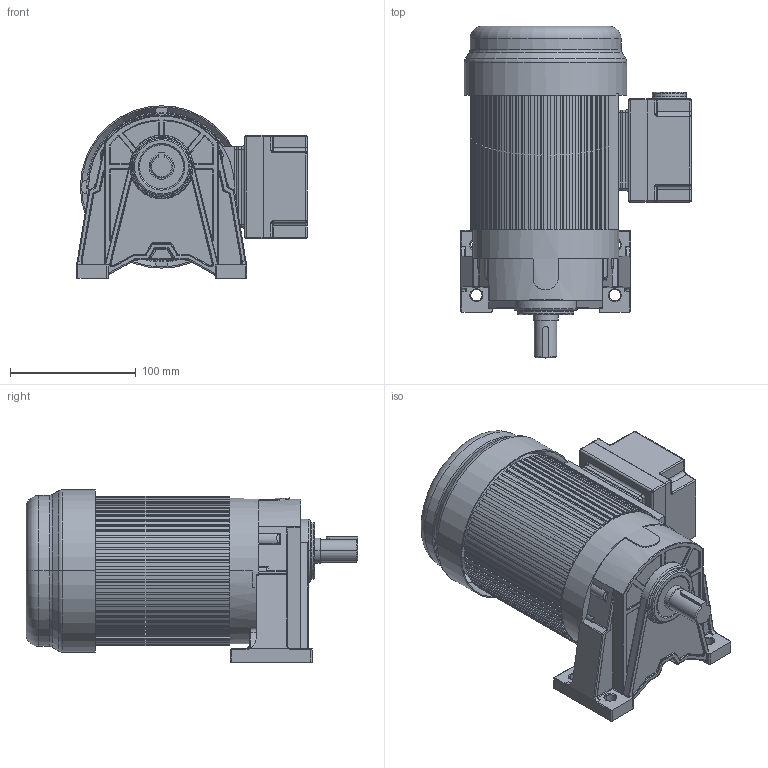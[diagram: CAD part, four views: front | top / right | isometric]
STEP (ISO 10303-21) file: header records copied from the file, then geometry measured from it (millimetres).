
FILE_DESCRIPTION((''),'2;1');
FILE_NAME('GH18-100W-S-G1-LD_ASM','2022-02-24T',('gkkg'),(''),'PRO/ENGINEER BY PARAMETRIC TECHNOLOGY CORPORATION, 2010280','PRO/ENGINEER BY PARAMETRIC TECHNOLOGY CORPORATION, 2010280','');
FILE_SCHEMA(('CONFIG_CONTROL_DESIGN'));
Products named in the file (13): 110_108; 110; 127-55; H18-_3; GH18-100-_ASM_2_ASM_ASM_ASM; GH18-100-S_ASM_ASM_ASM; PRT0008; PRT0007; ASM0003_ASM_ASM_ASM; ASM0002_ASM_ASM_ASM; ASM0004_ASM_ASM; GH18-100W-S_ASM_ASM; GH18-100W-S-G1-LD_ASM
Assembly tree (12 placements, depth 6):
  GH18-100W-S-G1-LD_ASM
    GH18-100W-S_ASM_ASM
      GH18-100-S_ASM_ASM_ASM
        110_108
        110
        127-55
        GH18-100-_ASM_2_ASM_ASM_ASM
          H18-_3
      ASM0004_ASM_ASM
        ASM0002_ASM_ASM_ASM
          PRT0008
          ASM0003_ASM_ASM_ASM
            PRT0007
Bounding box: 183.3 x 263.71 x 137 mm (x, y, z)
Volume: 840594.3 mm3; surface area: 412679.9 mm2
Topology: 6 solids, 10 shells, 3842 faces, 10753 edges, 6913 vertices
Faces by surface type: plane 2142, cylinder 1026, torus 381, bspline 206, cone 53, sphere 34
Entity records: 132525 total; most frequent: CARTESIAN_POINT 32121, ORIENTED_EDGE 21434, DIRECTION 20732, EDGE_CURVE 10717, VECTOR 7136, LINE 7136, VERTEX_POINT 6913, AXIS2_PLACEMENT_3D 6798
